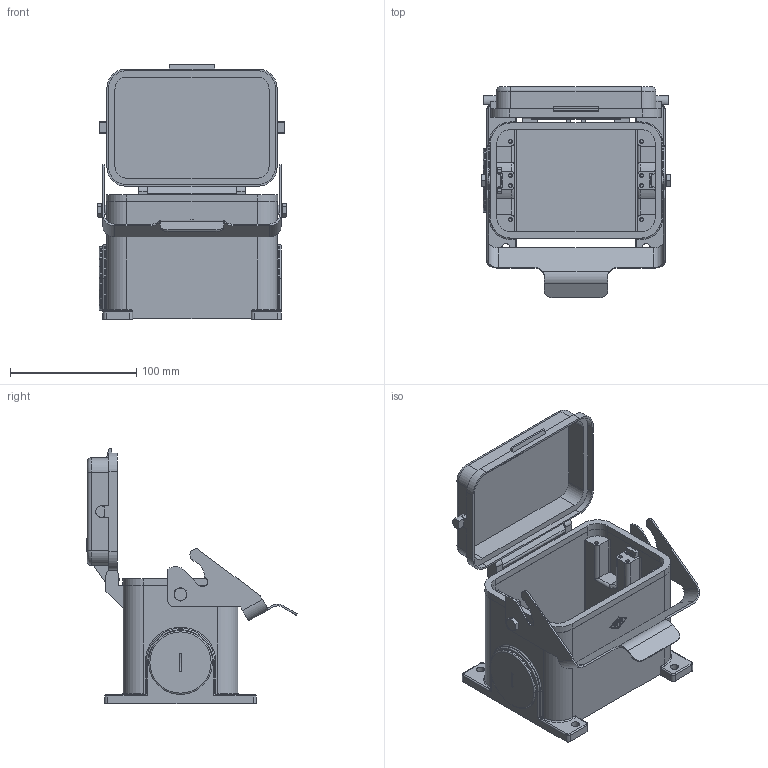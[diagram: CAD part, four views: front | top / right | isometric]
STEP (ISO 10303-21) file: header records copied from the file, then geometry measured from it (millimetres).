
FILE_DESCRIPTION(('Creo Elements/Direct Modeling STEP Export'),'2;1');
FILE_NAME('JMHP_48_LP40.stp','2014-01-31T 8:44:47',(''),(''),'Creo Elements/Direct Modeling STEP processor for AP214 (Solid Model)','Creo Elements/Direct Modeling 18.0B 02-Dec-2011 (C) Parametric Technology GmbH','');
FILE_SCHEMA(('AUTOMOTIVE_DESIGN { 1 0 10303 214 1 1 1 1 }'));
Length unit declared in the file: millimetre
Products named in the file (1): JMHP_48_LP40
Bounding box: 149.5 x 167.2 x 202.01 mm (x, y, z)
Volume: 446919.3 mm3; surface area: 183979.4 mm2
Topology: 1 solids, 1 shells, 630 faces, 1652 edges, 1074 vertices
Faces by surface type: plane 298, cylinder 266, torus 42, cone 18, sphere 4, bspline 2
Entity records: 20290 total; most frequent: CARTESIAN_POINT 4345, ORIENTED_EDGE 3296, DIRECTION 3228, EDGE_CURVE 1648, AXIS2_PLACEMENT_3D 1131, VERTEX_POINT 1074, VECTOR 966, LINE 966
